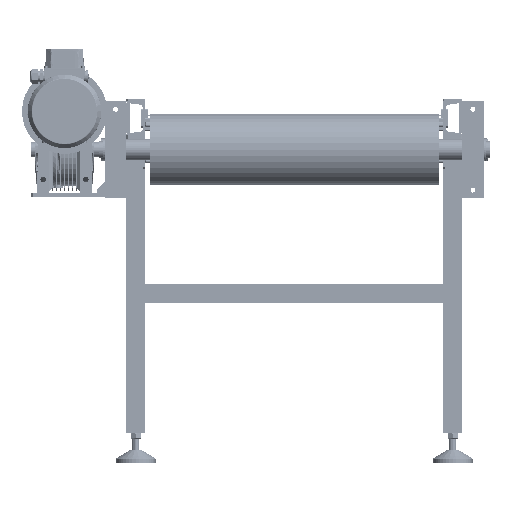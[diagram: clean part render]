
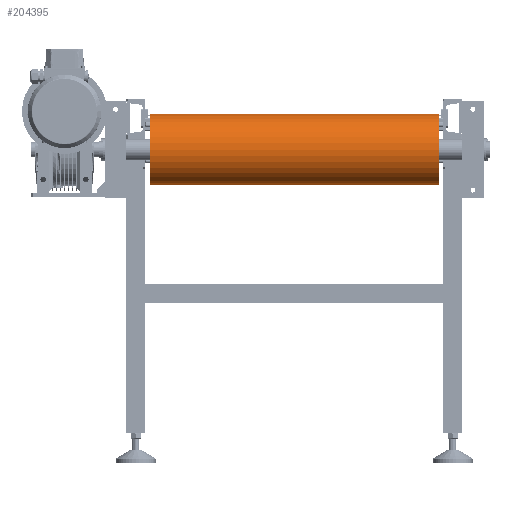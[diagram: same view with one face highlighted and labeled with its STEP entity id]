
A CAD part, left-side view. The second image highlights one B-rep face of the part: STEP entity #204395.
In plain terms, the highlighted cylindrical face has radius 84 mm (diameter 168 mm), a full revolution.
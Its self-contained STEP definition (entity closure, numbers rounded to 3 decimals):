
#204382 = EDGE_CURVE('',#204383,#204383,#204385,.T.);
#204383 = VERTEX_POINT('',#204384);
#204384 = CARTESIAN_POINT('',(-10567.936,26095.026,
    -4660.655));
#204385 = CIRCLE('',#204386,84.);
#204386 = AXIS2_PLACEMENT_3D('',#204387,#204388,#204389);
#204387 = CARTESIAN_POINT('',(-10651.936,26095.026,
    -4660.655));
#204388 = DIRECTION('',(0.,1.,-0.));
#204389 = DIRECTION('',(-1.,0.,0.));
#204395 = ADVANCED_FACE('',(#204396),#204415,.T.);
#204396 = FACE_BOUND('',#204397,.T.);
#204397 = EDGE_LOOP('',(#204398,#204399,#204407,#204414));
#204398 = ORIENTED_EDGE('',*,*,#204382,.F.);
#204399 = ORIENTED_EDGE('',*,*,#204400,.T.);
#204400 = EDGE_CURVE('',#204383,#204401,#204403,.T.);
#204401 = VERTEX_POINT('',#204402);
#204402 = CARTESIAN_POINT('',(-10567.936,25415.029,
    -4660.655));
#204403 = LINE('',#204404,#204405);
#204404 = CARTESIAN_POINT('',(-10567.936,25415.029,
    -4660.655));
#204405 = VECTOR('',#204406,1.);
#204406 = DIRECTION('',(0.,-1.,0.));
#204407 = ORIENTED_EDGE('',*,*,#204408,.F.);
#204408 = EDGE_CURVE('',#204401,#204401,#204409,.T.);
#204409 = CIRCLE('',#204410,84.);
#204410 = AXIS2_PLACEMENT_3D('',#204411,#204412,#204413);
#204411 = CARTESIAN_POINT('',(-10651.936,25415.029,
    -4660.655));
#204412 = DIRECTION('',(0.,-1.,0.));
#204413 = DIRECTION('',(-1.,0.,0.));
#204414 = ORIENTED_EDGE('',*,*,#204400,.F.);
#204415 = CYLINDRICAL_SURFACE('',#204416,84.);
#204416 = AXIS2_PLACEMENT_3D('',#204417,#204418,#204419);
#204417 = CARTESIAN_POINT('',(-10651.936,25415.029,
    -4660.655));
#204418 = DIRECTION('',(0.,1.,0.));
#204419 = DIRECTION('',(-1.,0.,0.));
